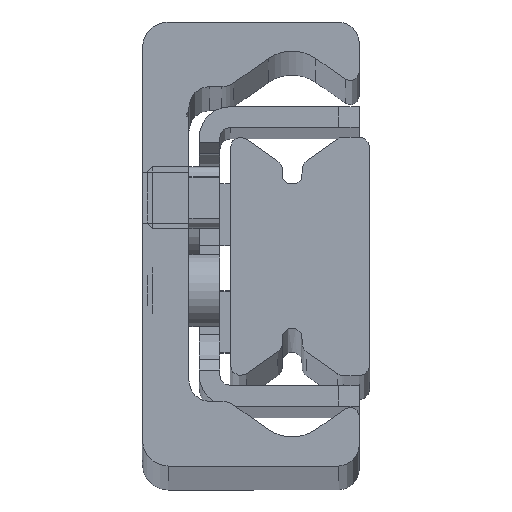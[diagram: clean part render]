
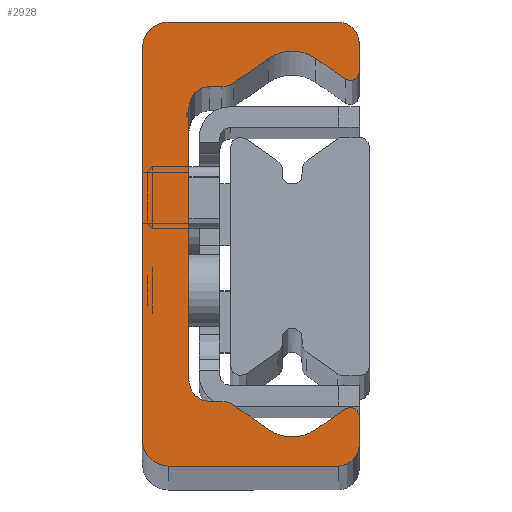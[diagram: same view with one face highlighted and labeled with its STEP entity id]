
A CAD part, top view. The second image highlights one B-rep face of the part: STEP entity #2928.
In plain terms, the highlighted planar face has unit normal (0, 0, 1).
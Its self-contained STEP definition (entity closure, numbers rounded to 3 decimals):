
#1838=CARTESIAN_POINT('',(2.499,0.,1330.0));
#1839=VERTEX_POINT('',#1838);
#1840=CARTESIAN_POINT('',(-0.001,2.5,1330.0));
#1841=VERTEX_POINT('',#1840);
#1842=CARTESIAN_POINT('',(2.499,2.5,1330.0));
#1843=DIRECTION('',(0.0,0.0,-1.0));
#1844=DIRECTION('',(-1.0,0.0,0.0));
#1845=AXIS2_PLACEMENT_3D('',#1842,#1843,#1844);
#1846=CIRCLE('',#1845,2.5);
#1847=EDGE_CURVE('',#1839,#1841,#1846,.T.);
#1880=CARTESIAN_POINT('',(-0.001,40.5,1330.0));
#1881=VERTEX_POINT('',#1880);
#1882=CARTESIAN_POINT('',(-0.001,2.5,1330.0));
#1883=DIRECTION('',(0.0,1.0,0.0));
#1884=VECTOR('',#1883,38.);
#1885=LINE('',#1882,#1884);
#1886=EDGE_CURVE('',#1841,#1881,#1885,.T.);
#1974=CARTESIAN_POINT('',(2.499,43.0,1330.0));
#1975=VERTEX_POINT('',#1974);
#1976=CARTESIAN_POINT('',(2.499,40.5,1330.0));
#1977=DIRECTION('',(0.0,0.0,-1.0));
#1978=DIRECTION('',(0.0,1.0,0.0));
#1979=AXIS2_PLACEMENT_3D('',#1976,#1977,#1978);
#1980=CIRCLE('',#1979,2.5);
#1981=EDGE_CURVE('',#1881,#1975,#1980,.T.);
#2007=CARTESIAN_POINT('',(18.999,43.0,1330.0));
#2008=VERTEX_POINT('',#2007);
#2009=CARTESIAN_POINT('',(2.499,43.0,1330.0));
#2010=DIRECTION('',(1.0,0.0,0.0));
#2011=VECTOR('',#2010,16.5);
#2012=LINE('',#2009,#2011);
#2013=EDGE_CURVE('',#1975,#2008,#2012,.T.);
#2038=CARTESIAN_POINT('',(20.999,41.0,1330.0));
#2039=VERTEX_POINT('',#2038);
#2040=CARTESIAN_POINT('',(18.999,41.0,1330.0));
#2041=DIRECTION('',(0.0,0.0,-1.0));
#2042=DIRECTION('',(1.0,0.0,0.0));
#2043=AXIS2_PLACEMENT_3D('',#2040,#2041,#2042);
#2044=CIRCLE('',#2043,2.);
#2045=EDGE_CURVE('',#2008,#2039,#2044,.T.);
#2071=CARTESIAN_POINT('',(20.999,38.15,1330.0));
#2072=VERTEX_POINT('',#2071);
#2073=CARTESIAN_POINT('',(20.999,41.0,1330.0));
#2074=DIRECTION('',(0.0,-1.0,0.0));
#2075=VECTOR('',#2074,2.85);
#2076=LINE('',#2073,#2075);
#2077=EDGE_CURVE('',#2039,#2072,#2076,.T.);
#2102=CARTESIAN_POINT('',(19.662,37.453,1330.0));
#2103=VERTEX_POINT('',#2102);
#2104=CARTESIAN_POINT('',(20.149,38.15,1330.0));
#2105=DIRECTION('',(0.0,0.0,-1.0));
#2106=DIRECTION('',(-0.574,-0.819,0.0));
#2107=AXIS2_PLACEMENT_3D('',#2104,#2105,#2106);
#2108=CIRCLE('',#2107,0.85);
#2109=EDGE_CURVE('',#2072,#2103,#2108,.T.);
#2135=CARTESIAN_POINT('',(16.794,39.462,1330.0));
#2136=VERTEX_POINT('',#2135);
#2137=CARTESIAN_POINT('',(19.662,37.453,1330.0));
#2138=DIRECTION('',(-0.819,0.574,0.0));
#2139=VECTOR('',#2138,3.501);
#2140=LINE('',#2137,#2139);
#2141=EDGE_CURVE('',#2103,#2136,#2140,.T.);
#2166=CARTESIAN_POINT('',(12.205,39.462,1330.0));
#2167=VERTEX_POINT('',#2166);
#2168=CARTESIAN_POINT('',(14.499,36.185,1330.0));
#2169=DIRECTION('',(0.0,0.0,1.0));
#2170=DIRECTION('',(-0.574,-0.819,0.0));
#2171=AXIS2_PLACEMENT_3D('',#2168,#2169,#2170);
#2172=CIRCLE('',#2171,4.);
#2173=EDGE_CURVE('',#2136,#2167,#2172,.T.);
#2199=CARTESIAN_POINT('',(8.849,37.112,1330.0));
#2200=VERTEX_POINT('',#2199);
#2201=CARTESIAN_POINT('',(12.205,39.462,1330.0));
#2202=DIRECTION('',(-0.819,-0.574,0.0));
#2203=VECTOR('',#2202,4.097);
#2204=LINE('',#2201,#2203);
#2205=EDGE_CURVE('',#2167,#2200,#2204,.T.);
#2230=CARTESIAN_POINT('',(7.702,36.75,1330.0));
#2231=VERTEX_POINT('',#2230);
#2232=CARTESIAN_POINT('',(7.702,38.75,1330.0));
#2233=DIRECTION('',(0.0,0.0,-1.0));
#2234=DIRECTION('',(0.0,-1.0,0.0));
#2235=AXIS2_PLACEMENT_3D('',#2232,#2233,#2234);
#2236=CIRCLE('',#2235,2.);
#2237=EDGE_CURVE('',#2200,#2231,#2236,.T.);
#2263=CARTESIAN_POINT('',(6.499,36.75,1330.0));
#2264=VERTEX_POINT('',#2263);
#2265=CARTESIAN_POINT('',(7.702,36.75,1330.0));
#2266=DIRECTION('',(-1.0,0.0,0.0));
#2267=VECTOR('',#2266,1.203);
#2268=LINE('',#2265,#2267);
#2269=EDGE_CURVE('',#2231,#2264,#2268,.T.);
#2294=CARTESIAN_POINT('',(4.499,34.75,1330.0));
#2295=VERTEX_POINT('',#2294);
#2296=CARTESIAN_POINT('',(6.499,34.75,1330.0));
#2297=DIRECTION('',(0.0,0.0,1.0));
#2298=DIRECTION('',(0.0,-1.0,0.0));
#2299=AXIS2_PLACEMENT_3D('',#2296,#2297,#2298);
#2300=CIRCLE('',#2299,2.0);
#2301=EDGE_CURVE('',#2264,#2295,#2300,.T.);
#2327=CARTESIAN_POINT('',(4.499,34.361,1330.0));
#2328=VERTEX_POINT('',#2327);
#2329=CARTESIAN_POINT('',(4.499,34.75,1330.0));
#2330=DIRECTION('',(0.0,-1.0,0.0));
#2331=VECTOR('',#2330,0.389);
#2332=LINE('',#2329,#2331);
#2333=EDGE_CURVE('',#2295,#2328,#2332,.T.);
#2358=CARTESIAN_POINT('',(4.411,34.234,1330.0));
#2359=VERTEX_POINT('',#2358);
#2360=CARTESIAN_POINT('',(4.363,34.361,1330.0));
#2361=DIRECTION('',(0.0,0.0,-1.));
#2362=DIRECTION('',(0.353,-0.936,0.0));
#2363=AXIS2_PLACEMENT_3D('',#2360,#2361,#2362);
#2364=CIRCLE('',#2363,0.136);
#2365=EDGE_CURVE('',#2328,#2359,#2364,.T.);
#2391=CARTESIAN_POINT('',(4.422,33.762,1330.0));
#2392=VERTEX_POINT('',#2391);
#2393=CARTESIAN_POINT('',(4.499,34.0,1330.0));
#2394=DIRECTION('',(0.0,0.0,1.0));
#2395=DIRECTION('',(0.353,-0.936,0.0));
#2396=AXIS2_PLACEMENT_3D('',#2393,#2394,#2395);
#2397=CIRCLE('',#2396,0.25);
#2398=EDGE_CURVE('',#2359,#2392,#2397,.T.);
#2424=CARTESIAN_POINT('',(4.499,33.656,1330.0));
#2425=VERTEX_POINT('',#2424);
#2426=CARTESIAN_POINT('',(4.387,33.656,1330.0));
#2427=DIRECTION('',(0.0,0.0,-1.0));
#2428=DIRECTION('',(1.0,0.0,0.0));
#2429=AXIS2_PLACEMENT_3D('',#2426,#2427,#2428);
#2430=CIRCLE('',#2429,0.112);
#2431=EDGE_CURVE('',#2392,#2425,#2430,.T.);
#2457=CARTESIAN_POINT('',(4.499,8.25,1330.0));
#2458=VERTEX_POINT('',#2457);
#2459=CARTESIAN_POINT('',(4.499,33.656,1330.0));
#2460=DIRECTION('',(0.0,-1.0,0.0));
#2461=VECTOR('',#2460,25.406);
#2462=LINE('',#2459,#2461);
#2463=EDGE_CURVE('',#2425,#2458,#2462,.T.);
#2551=CARTESIAN_POINT('',(6.499,6.25,1330.0));
#2552=VERTEX_POINT('',#2551);
#2553=CARTESIAN_POINT('',(6.499,8.25,1330.0));
#2554=DIRECTION('',(0.0,0.0,1.0));
#2555=DIRECTION('',(1.0,0.0,0.0));
#2556=AXIS2_PLACEMENT_3D('',#2553,#2554,#2555);
#2557=CIRCLE('',#2556,2.0);
#2558=EDGE_CURVE('',#2458,#2552,#2557,.T.);
#2584=CARTESIAN_POINT('',(7.702,6.25,1330.0));
#2585=VERTEX_POINT('',#2584);
#2586=CARTESIAN_POINT('',(6.499,6.25,1330.0));
#2587=DIRECTION('',(1.0,0.0,0.0));
#2588=VECTOR('',#2587,1.203);
#2589=LINE('',#2586,#2588);
#2590=EDGE_CURVE('',#2552,#2585,#2589,.T.);
#2615=CARTESIAN_POINT('',(8.849,5.888,1330.0));
#2616=VERTEX_POINT('',#2615);
#2617=CARTESIAN_POINT('',(7.702,4.25,1330.0));
#2618=DIRECTION('',(0.0,0.0,-1.0));
#2619=DIRECTION('',(0.574,0.819,0.0));
#2620=AXIS2_PLACEMENT_3D('',#2617,#2618,#2619);
#2621=CIRCLE('',#2620,2.);
#2622=EDGE_CURVE('',#2585,#2616,#2621,.T.);
#2648=CARTESIAN_POINT('',(12.205,3.538,1330.0));
#2649=VERTEX_POINT('',#2648);
#2650=CARTESIAN_POINT('',(8.849,5.888,1330.0));
#2651=DIRECTION('',(0.819,-0.574,0.0));
#2652=VECTOR('',#2651,4.097);
#2653=LINE('',#2650,#2652);
#2654=EDGE_CURVE('',#2616,#2649,#2653,.T.);
#2679=CARTESIAN_POINT('',(16.794,3.538,1330.0));
#2680=VERTEX_POINT('',#2679);
#2681=CARTESIAN_POINT('',(14.499,6.815,1330.0));
#2682=DIRECTION('',(0.0,0.0,1.0));
#2683=DIRECTION('',(0.574,0.819,0.0));
#2684=AXIS2_PLACEMENT_3D('',#2681,#2682,#2683);
#2685=CIRCLE('',#2684,4.);
#2686=EDGE_CURVE('',#2649,#2680,#2685,.T.);
#2712=CARTESIAN_POINT('',(19.662,5.547,1330.0));
#2713=VERTEX_POINT('',#2712);
#2714=CARTESIAN_POINT('',(16.794,3.538,1330.0));
#2715=DIRECTION('',(0.819,0.574,0.0));
#2716=VECTOR('',#2715,3.501);
#2717=LINE('',#2714,#2716);
#2718=EDGE_CURVE('',#2680,#2713,#2717,.T.);
#2743=CARTESIAN_POINT('',(20.999,4.85,1330.0));
#2744=VERTEX_POINT('',#2743);
#2745=CARTESIAN_POINT('',(20.149,4.85,1330.0));
#2746=DIRECTION('',(0.0,0.0,-1.0));
#2747=DIRECTION('',(1.0,0.0,0.0));
#2748=AXIS2_PLACEMENT_3D('',#2745,#2746,#2747);
#2749=CIRCLE('',#2748,0.85);
#2750=EDGE_CURVE('',#2713,#2744,#2749,.T.);
#2776=CARTESIAN_POINT('',(20.999,2.,1330.0));
#2777=VERTEX_POINT('',#2776);
#2778=CARTESIAN_POINT('',(20.999,4.85,1330.0));
#2779=DIRECTION('',(0.0,-1.0,0.0));
#2780=VECTOR('',#2779,2.85);
#2781=LINE('',#2778,#2780);
#2782=EDGE_CURVE('',#2744,#2777,#2781,.T.);
#2807=CARTESIAN_POINT('',(18.999,0.,1330.0));
#2808=VERTEX_POINT('',#2807);
#2809=CARTESIAN_POINT('',(18.999,2.,1330.0));
#2810=DIRECTION('',(0.0,0.0,-1.0));
#2811=DIRECTION('',(0.0,-1.0,0.0));
#2812=AXIS2_PLACEMENT_3D('',#2809,#2810,#2811);
#2813=CIRCLE('',#2812,2.);
#2814=EDGE_CURVE('',#2777,#2808,#2813,.T.);
#2840=CARTESIAN_POINT('',(18.999,0.,1330.0));
#2841=DIRECTION('',(-1.0,0.0,0.0));
#2842=VECTOR('',#2841,16.5);
#2843=LINE('',#2840,#2842);
#2844=EDGE_CURVE('',#2808,#1839,#2843,.T.);
#2893=CARTESIAN_POINT('',(7.822,21.517,1330.0));
#2894=DIRECTION('',(0.0,0.0,1.0));
#2895=DIRECTION('',(1.0,0.0,0.0));
#2896=AXIS2_PLACEMENT_3D('',#2893,#2894,#2895);
#2897=PLANE('',#2896);
#2898=ORIENTED_EDGE('',*,*,#1847,.F.);
#2899=ORIENTED_EDGE('',*,*,#2844,.F.);
#2900=ORIENTED_EDGE('',*,*,#2814,.F.);
#2901=ORIENTED_EDGE('',*,*,#2782,.F.);
#2902=ORIENTED_EDGE('',*,*,#2750,.F.);
#2903=ORIENTED_EDGE('',*,*,#2718,.F.);
#2904=ORIENTED_EDGE('',*,*,#2686,.F.);
#2905=ORIENTED_EDGE('',*,*,#2654,.F.);
#2906=ORIENTED_EDGE('',*,*,#2622,.F.);
#2907=ORIENTED_EDGE('',*,*,#2590,.F.);
#2908=ORIENTED_EDGE('',*,*,#2558,.F.);
#2909=ORIENTED_EDGE('',*,*,#2463,.F.);
#2910=ORIENTED_EDGE('',*,*,#2431,.F.);
#2911=ORIENTED_EDGE('',*,*,#2398,.F.);
#2912=ORIENTED_EDGE('',*,*,#2365,.F.);
#2913=ORIENTED_EDGE('',*,*,#2333,.F.);
#2914=ORIENTED_EDGE('',*,*,#2301,.F.);
#2915=ORIENTED_EDGE('',*,*,#2269,.F.);
#2916=ORIENTED_EDGE('',*,*,#2237,.F.);
#2917=ORIENTED_EDGE('',*,*,#2205,.F.);
#2918=ORIENTED_EDGE('',*,*,#2173,.F.);
#2919=ORIENTED_EDGE('',*,*,#2141,.F.);
#2920=ORIENTED_EDGE('',*,*,#2109,.F.);
#2921=ORIENTED_EDGE('',*,*,#2077,.F.);
#2922=ORIENTED_EDGE('',*,*,#2045,.F.);
#2923=ORIENTED_EDGE('',*,*,#2013,.F.);
#2924=ORIENTED_EDGE('',*,*,#1981,.F.);
#2925=ORIENTED_EDGE('',*,*,#1886,.F.);
#2926=EDGE_LOOP('',(#2898,#2899,#2900,#2901,#2902,#2903,#2904,#2905,#2906,#2907,#2908,#2909,#2910,#2911,#2912,#2913,#2914,#2915,#2916,#2917,#2918,#2919,#2920,#2921,#2922,#2923,#2924,#2925));
#2927=FACE_OUTER_BOUND('',#2926,.T.);
#2928=ADVANCED_FACE('',(#2927),#2897,.T.);
